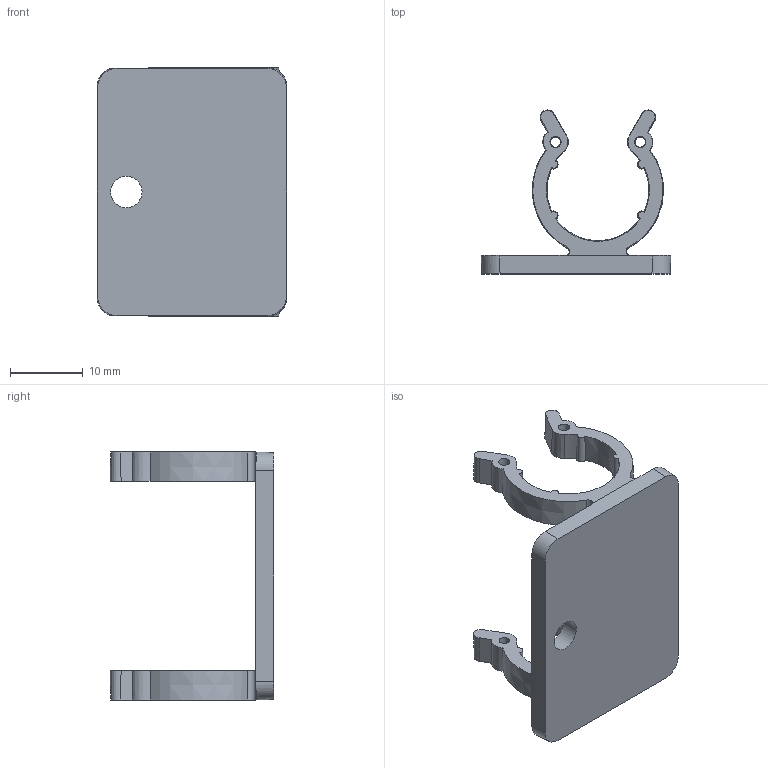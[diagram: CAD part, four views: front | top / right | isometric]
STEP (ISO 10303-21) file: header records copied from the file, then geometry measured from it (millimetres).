
FILE_DESCRIPTION(/* description */ (''),/* implementation_level */ '2;1');
FILE_NAME(/* name */ '5017354__Befestigungsclip_M12_part.stp',/* time_stamp */ '2013-06-21T09:34:37+02:00',/* author */ ('ESCHA Bauelemente GmbH'),/* organization */ ('ESCHA Bauelemente GmbH'),/* preprocessor_version */ 'ST-DEVELOPER v14',/* originating_system */ 'SIEMENS PLM Software NX 8.0',/* authorisation */ '');
FILE_SCHEMA (('AUTOMOTIVE_DESIGN { 1 0 10303 214 3 1 1 1 }'));
Length unit declared in the file: millimetre
Products named in the file (1): 5017354__Befestigungsclip_M12_part_27607
Bounding box: 26 x 22.46 x 34 mm (x, y, z)
Volume: 2947.1 mm3; surface area: 3224.4 mm2
Topology: 1 solids, 1 shells, 69 faces, 235 edges, 193 vertices
Faces by surface type: cone 42, plane 22, cylinder 5
Full cylindrical faces by diameter (mm): 4.3 x1
Entity records: 2770 total; most frequent: CARTESIAN_POINT 576, DIRECTION 458, ORIENTED_EDGE 384, EDGE_CURVE 192, AXIS2_PLACEMENT_3D 183, VERTEX_POINT 130, CIRCLE 101, LINE 92
